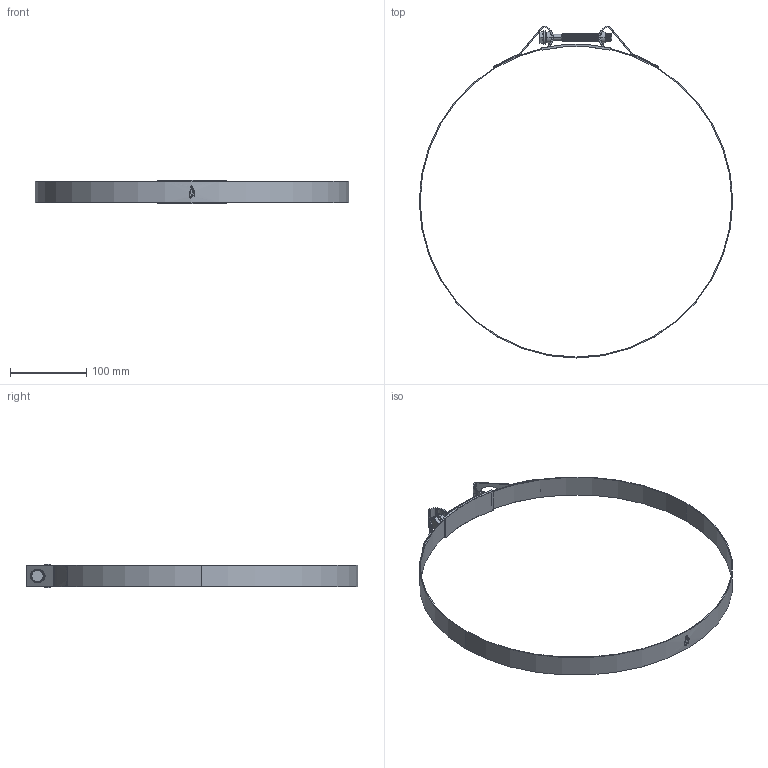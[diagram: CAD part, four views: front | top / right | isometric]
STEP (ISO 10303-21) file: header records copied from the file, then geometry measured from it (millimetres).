
FILE_DESCRIPTION (( 'STEP AP214' ), '1' );
FILE_NAME ('BBC-395-SUPRA-W4.step', '2025-06-05T14:59:54', ( '' ), ( '' ), 'SwSTEP 2.0', 'SolidWorks 2025', '' );
FILE_SCHEMA (( 'AUTOMOTIVE_DESIGN' ));
Length unit declared in the file: millimetre
Products named in the file (1): BBC-395-SUPRA-W4
Bounding box: 410.4 x 434.66 x 31 mm (x, y, z)
Volume: 60377.7 mm3; surface area: 96884.6 mm2
Topology: 5 solids, 5 shells, 376 faces, 1033 edges, 675 vertices
Faces by surface type: cylinder 240, bspline 58, plane 50, cone 28
Entity records: 38742 total; most frequent: CARTESIAN_POINT 30522, ORIENTED_EDGE 2066, DIRECTION 1252, EDGE_CURVE 1033, VERTEX_POINT 675, AXIS2_PLACEMENT_3D 441, EDGE_LOOP 396, FACE_OUTER_BOUND 376
